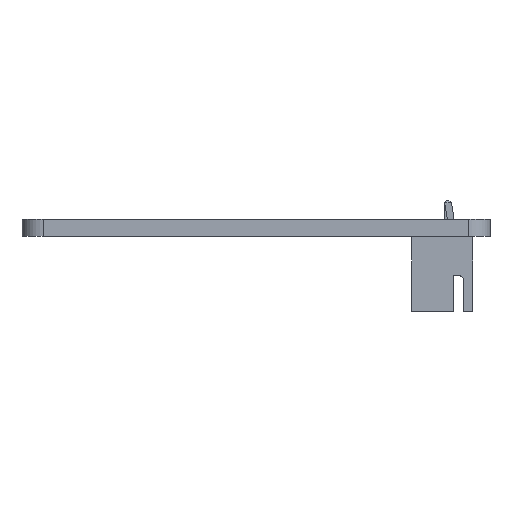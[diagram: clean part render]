
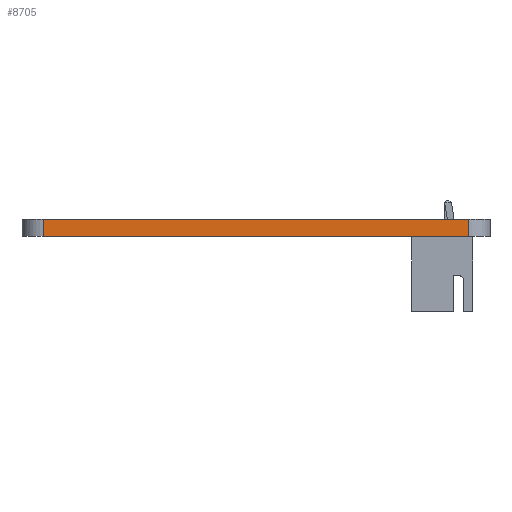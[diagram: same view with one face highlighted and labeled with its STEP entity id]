
A CAD part, left-side view. The second image highlights one B-rep face of the part: STEP entity #8705.
In plain terms, the highlighted planar face has unit normal (-1, 0, 0).
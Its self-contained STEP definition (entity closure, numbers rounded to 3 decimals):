
#8705 = ADVANCED_FACE('',(#8706),#8720,.T.);
#8706 = FACE_BOUND('',#8707,.T.);
#8707 = EDGE_LOOP('',(#8708,#8743,#8771,#8799));
#8708 = ORIENTED_EDGE('',*,*,#8709,.T.);
#8709 = EDGE_CURVE('',#8710,#8712,#8714,.T.);
#8710 = VERTEX_POINT('',#8711);
#8711 = CARTESIAN_POINT('',(60.,-97.,0.));
#8712 = VERTEX_POINT('',#8713);
#8713 = CARTESIAN_POINT('',(60.,-97.,1.6));
#8714 = SURFACE_CURVE('',#8715,(#8719,#8731),.PCURVE_S1.);
#8715 = LINE('',#8716,#8717);
#8716 = CARTESIAN_POINT('',(60.,-97.,0.));
#8717 = VECTOR('',#8718,1.);
#8718 = DIRECTION('',(0.,0.,1.));
#8719 = PCURVE('',#8720,#8725);
#8720 = PLANE('',#8721);
#8721 = AXIS2_PLACEMENT_3D('',#8722,#8723,#8724);
#8722 = CARTESIAN_POINT('',(60.,-97.,0.));
#8723 = DIRECTION('',(-1.,0.,0.));
#8724 = DIRECTION('',(0.,1.,0.));
#8725 = DEFINITIONAL_REPRESENTATION('',(#8726),#8730);
#8726 = LINE('',#8727,#8728);
#8727 = CARTESIAN_POINT('',(0.,0.));
#8728 = VECTOR('',#8729,1.);
#8729 = DIRECTION('',(0.,-1.));
#8730 = ( GEOMETRIC_REPRESENTATION_CONTEXT(2) 
PARAMETRIC_REPRESENTATION_CONTEXT() REPRESENTATION_CONTEXT('2D SPACE',''
  ) );
#8731 = PCURVE('',#8732,#8737);
#8732 = CYLINDRICAL_SURFACE('',#8733,2.);
#8733 = AXIS2_PLACEMENT_3D('',#8734,#8735,#8736);
#8734 = CARTESIAN_POINT('',(62.,-97.,0.));
#8735 = DIRECTION('',(-0.,-0.,-1.));
#8736 = DIRECTION('',(1.,0.,-0.));
#8737 = DEFINITIONAL_REPRESENTATION('',(#8738),#8742);
#8738 = LINE('',#8739,#8740);
#8739 = CARTESIAN_POINT('',(-3.142,0.));
#8740 = VECTOR('',#8741,1.);
#8741 = DIRECTION('',(-0.,-1.));
#8742 = ( GEOMETRIC_REPRESENTATION_CONTEXT(2) 
PARAMETRIC_REPRESENTATION_CONTEXT() REPRESENTATION_CONTEXT('2D SPACE',''
  ) );
#8743 = ORIENTED_EDGE('',*,*,#8744,.T.);
#8744 = EDGE_CURVE('',#8712,#8745,#8747,.T.);
#8745 = VERTEX_POINT('',#8746);
#8746 = CARTESIAN_POINT('',(60.,-57.,1.6));
#8747 = SURFACE_CURVE('',#8748,(#8752,#8759),.PCURVE_S1.);
#8748 = LINE('',#8749,#8750);
#8749 = CARTESIAN_POINT('',(60.,-97.,1.6));
#8750 = VECTOR('',#8751,1.);
#8751 = DIRECTION('',(0.,1.,0.));
#8752 = PCURVE('',#8720,#8753);
#8753 = DEFINITIONAL_REPRESENTATION('',(#8754),#8758);
#8754 = LINE('',#8755,#8756);
#8755 = CARTESIAN_POINT('',(0.,-1.6));
#8756 = VECTOR('',#8757,1.);
#8757 = DIRECTION('',(1.,0.));
#8758 = ( GEOMETRIC_REPRESENTATION_CONTEXT(2) 
PARAMETRIC_REPRESENTATION_CONTEXT() REPRESENTATION_CONTEXT('2D SPACE',''
  ) );
#8759 = PCURVE('',#8760,#8765);
#8760 = PLANE('',#8761);
#8761 = AXIS2_PLACEMENT_3D('',#8762,#8763,#8764);
#8762 = CARTESIAN_POINT('',(71.595,-76.048,1.6));
#8763 = DIRECTION('',(-0.,-0.,-1.));
#8764 = DIRECTION('',(-1.,0.,0.));
#8765 = DEFINITIONAL_REPRESENTATION('',(#8766),#8770);
#8766 = LINE('',#8767,#8768);
#8767 = CARTESIAN_POINT('',(11.595,-20.952));
#8768 = VECTOR('',#8769,1.);
#8769 = DIRECTION('',(0.,1.));
#8770 = ( GEOMETRIC_REPRESENTATION_CONTEXT(2) 
PARAMETRIC_REPRESENTATION_CONTEXT() REPRESENTATION_CONTEXT('2D SPACE',''
  ) );
#8771 = ORIENTED_EDGE('',*,*,#8772,.F.);
#8772 = EDGE_CURVE('',#8773,#8745,#8775,.T.);
#8773 = VERTEX_POINT('',#8774);
#8774 = CARTESIAN_POINT('',(60.,-57.,0.));
#8775 = SURFACE_CURVE('',#8776,(#8780,#8787),.PCURVE_S1.);
#8776 = LINE('',#8777,#8778);
#8777 = CARTESIAN_POINT('',(60.,-57.,0.));
#8778 = VECTOR('',#8779,1.);
#8779 = DIRECTION('',(0.,0.,1.));
#8780 = PCURVE('',#8720,#8781);
#8781 = DEFINITIONAL_REPRESENTATION('',(#8782),#8786);
#8782 = LINE('',#8783,#8784);
#8783 = CARTESIAN_POINT('',(40.,0.));
#8784 = VECTOR('',#8785,1.);
#8785 = DIRECTION('',(0.,-1.));
#8786 = ( GEOMETRIC_REPRESENTATION_CONTEXT(2) 
PARAMETRIC_REPRESENTATION_CONTEXT() REPRESENTATION_CONTEXT('2D SPACE',''
  ) );
#8787 = PCURVE('',#8788,#8793);
#8788 = CYLINDRICAL_SURFACE('',#8789,2.);
#8789 = AXIS2_PLACEMENT_3D('',#8790,#8791,#8792);
#8790 = CARTESIAN_POINT('',(62.,-57.,0.));
#8791 = DIRECTION('',(-0.,-0.,-1.));
#8792 = DIRECTION('',(1.,0.,-0.));
#8793 = DEFINITIONAL_REPRESENTATION('',(#8794),#8798);
#8794 = LINE('',#8795,#8796);
#8795 = CARTESIAN_POINT('',(-3.142,0.));
#8796 = VECTOR('',#8797,1.);
#8797 = DIRECTION('',(-0.,-1.));
#8798 = ( GEOMETRIC_REPRESENTATION_CONTEXT(2) 
PARAMETRIC_REPRESENTATION_CONTEXT() REPRESENTATION_CONTEXT('2D SPACE',''
  ) );
#8799 = ORIENTED_EDGE('',*,*,#8800,.F.);
#8800 = EDGE_CURVE('',#8710,#8773,#8801,.T.);
#8801 = SURFACE_CURVE('',#8802,(#8806,#8813),.PCURVE_S1.);
#8802 = LINE('',#8803,#8804);
#8803 = CARTESIAN_POINT('',(60.,-97.,0.));
#8804 = VECTOR('',#8805,1.);
#8805 = DIRECTION('',(0.,1.,0.));
#8806 = PCURVE('',#8720,#8807);
#8807 = DEFINITIONAL_REPRESENTATION('',(#8808),#8812);
#8808 = LINE('',#8809,#8810);
#8809 = CARTESIAN_POINT('',(0.,0.));
#8810 = VECTOR('',#8811,1.);
#8811 = DIRECTION('',(1.,0.));
#8812 = ( GEOMETRIC_REPRESENTATION_CONTEXT(2) 
PARAMETRIC_REPRESENTATION_CONTEXT() REPRESENTATION_CONTEXT('2D SPACE',''
  ) );
#8813 = PCURVE('',#8814,#8819);
#8814 = PLANE('',#8815);
#8815 = AXIS2_PLACEMENT_3D('',#8816,#8817,#8818);
#8816 = CARTESIAN_POINT('',(71.595,-76.048,0.));
#8817 = DIRECTION('',(-0.,-0.,-1.));
#8818 = DIRECTION('',(-1.,0.,0.));
#8819 = DEFINITIONAL_REPRESENTATION('',(#8820),#8824);
#8820 = LINE('',#8821,#8822);
#8821 = CARTESIAN_POINT('',(11.595,-20.952));
#8822 = VECTOR('',#8823,1.);
#8823 = DIRECTION('',(0.,1.));
#8824 = ( GEOMETRIC_REPRESENTATION_CONTEXT(2) 
PARAMETRIC_REPRESENTATION_CONTEXT() REPRESENTATION_CONTEXT('2D SPACE',''
  ) );
